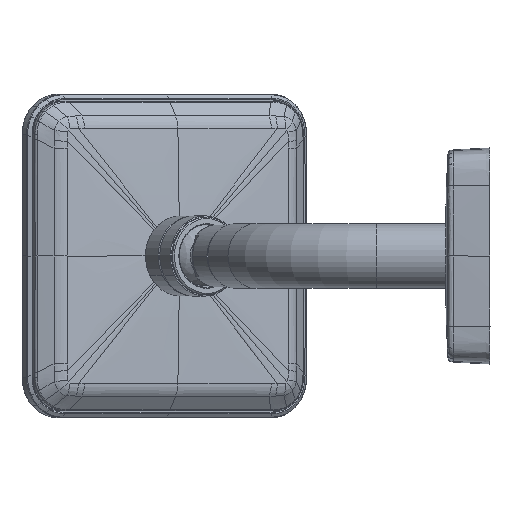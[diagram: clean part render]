
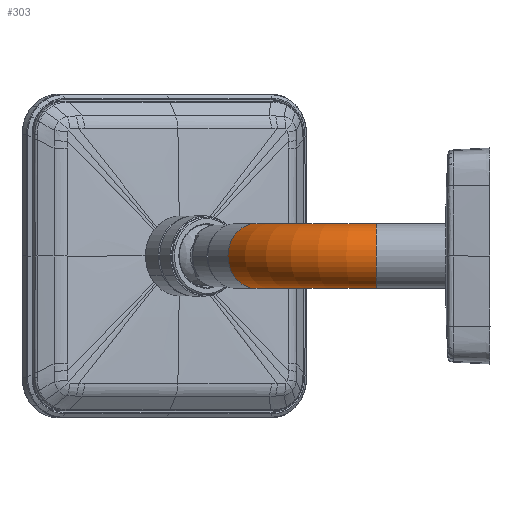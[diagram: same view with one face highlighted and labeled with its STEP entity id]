
A CAD part, left-side view. The second image highlights one B-rep face of the part: STEP entity #303.
In plain terms, the highlighted toroidal (fillet/blend) face has major radius 51.5 mm and minor radius 12 mm.
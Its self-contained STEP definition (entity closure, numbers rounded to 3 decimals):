
#227=CARTESIAN_POINT('Vertex',(32.,-12.,0.)) ;
#230=CARTESIAN_POINT('Axis2P3D Location',(32.,0.,0.)) ;
#234=CARTESIAN_POINT('Vertex',(32.,12.,0.)) ;
#273=CARTESIAN_POINT('Axis2P3D Location',(32.,0.,-51.5)) ;
#278=CARTESIAN_POINT('Axis2P3D Location',(76.6,0.,-25.75)) ;
#282=CARTESIAN_POINT('Vertex',(76.6,-12.,-25.75)) ;
#284=CARTESIAN_POINT('Vertex',(76.6,12.,-25.75)) ;
#287=CARTESIAN_POINT('Axis2P3D Location',(32.,12.,-51.5)) ;
#292=CARTESIAN_POINT('Axis2P3D Location',(32.,-12.,-51.5)) ;
#231=DIRECTION('Axis2P3D Direction',(-1.,0.,0.)) ;
#274=DIRECTION('Axis2P3D Direction',(0.,1.,-0.)) ;
#275=DIRECTION('Axis2P3D XDirection',(0.,0.,1.)) ;
#279=DIRECTION('Axis2P3D Direction',(-0.5,0.,0.866)) ;
#288=DIRECTION('Axis2P3D Direction',(0.,1.,-0.)) ;
#293=DIRECTION('Axis2P3D Direction',(0.,1.,-0.)) ;
#232=AXIS2_PLACEMENT_3D('Circle Axis2P3D',#230,#231,$) ;
#276=AXIS2_PLACEMENT_3D('Torus Axis2P3D',#273,#274,#275) ;
#280=AXIS2_PLACEMENT_3D('Circle Axis2P3D',#278,#279,$) ;
#289=AXIS2_PLACEMENT_3D('Circle Axis2P3D',#287,#288,$) ;
#294=AXIS2_PLACEMENT_3D('Circle Axis2P3D',#292,#293,$) ;
#233=CIRCLE('generated circle',#232,12.) ;
#281=CIRCLE('generated circle',#280,12.) ;
#290=CIRCLE('generated circle',#289,51.5) ;
#295=CIRCLE('generated circle',#294,51.5) ;
#277=TOROIDAL_SURFACE('homeo Torus',#276,51.5,12.) ;
#236=EDGE_CURVE('',#228,#235,#233,.T.) ;
#286=EDGE_CURVE('',#283,#285,#281,.T.) ;
#291=EDGE_CURVE('',#235,#285,#290,.T.) ;
#296=EDGE_CURVE('',#228,#283,#295,.T.) ;
#298=ORIENTED_EDGE('',*,*,#286,.T.) ;
#299=ORIENTED_EDGE('',*,*,#291,.F.) ;
#300=ORIENTED_EDGE('',*,*,#236,.F.) ;
#301=ORIENTED_EDGE('',*,*,#296,.T.) ;
#297=EDGE_LOOP('',(#298,#299,#300,#301)) ;
#228=VERTEX_POINT('',#227) ;
#235=VERTEX_POINT('',#234) ;
#283=VERTEX_POINT('',#282) ;
#285=VERTEX_POINT('',#284) ;
#303=ADVANCED_FACE('Hauptk\X2\00F6\X0\rper',(#302),#277,.T.) ;
#302=FACE_OUTER_BOUND('',#297,.T.) ;
